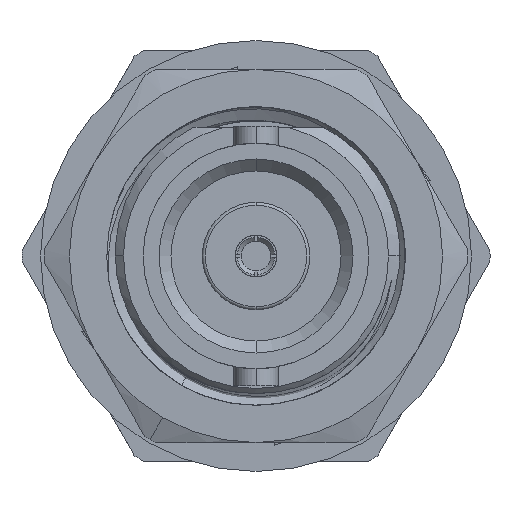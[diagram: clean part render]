
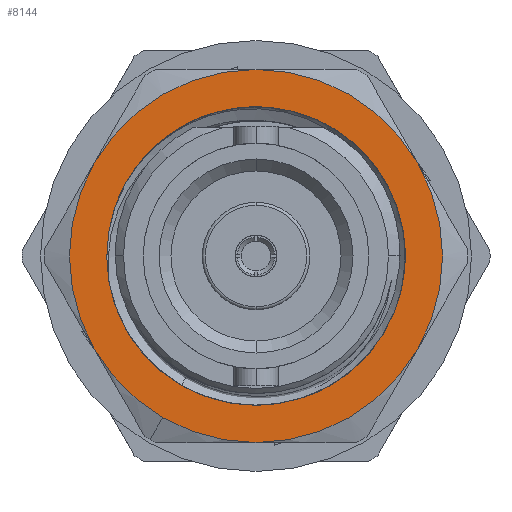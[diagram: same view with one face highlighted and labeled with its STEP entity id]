
A CAD part, left-side view. The second image highlights one B-rep face of the part: STEP entity #8144.
In plain terms, the highlighted planar face has unit normal (-1, 0, 0).
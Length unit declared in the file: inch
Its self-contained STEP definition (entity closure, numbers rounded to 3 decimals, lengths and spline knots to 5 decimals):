
#817 = DIRECTION ( 'NONE',  ( -1., 0., 0. ) ) ;
#945 = CIRCLE ( 'NONE', #10249, 0.3125 ) ;
#1203 = CARTESIAN_POINT ( 'NONE',  ( 0.43666, 0.27063, 0.15625 ) ) ;
#1280 = CIRCLE ( 'NONE', #9585, 0.3125 ) ;
#1410 = EDGE_CURVE ( 'NONE', #7418, #3137, #8905, .T. ) ;
#1484 = FACE_OUTER_BOUND ( 'NONE', #19948, .T. ) ;
#1764 = EDGE_CURVE ( 'NONE', #3048, #9548, #1280, .T. ) ;
#1855 = DIRECTION ( 'NONE',  ( -1., 0., 0. ) ) ;
#2077 = EDGE_CURVE ( 'NONE', #4574, #8545, #4281, .T. ) ;
#2566 = DIRECTION ( 'NONE',  ( -1., 0., 0. ) ) ;
#2663 = DIRECTION ( 'NONE',  ( -1., 0., 0. ) ) ;
#3048 = VERTEX_POINT ( 'NONE', #6806 ) ;
#3137 = VERTEX_POINT ( 'NONE', #1203 ) ;
#3205 = CARTESIAN_POINT ( 'NONE',  ( 0.43666, 0., 0. ) ) ;
#3358 = FACE_BOUND ( 'NONE', #13493, .T. ) ;
#3553 = DIRECTION ( 'NONE',  ( 0., 0.5, -0.866 ) ) ;
#3557 = ORIENTED_EDGE ( 'NONE', *, *, #15592, .F. ) ;
#3637 = CARTESIAN_POINT ( 'NONE',  ( 0.43666, 0., -0.3125 ) ) ;
#3848 = CIRCLE ( 'NONE', #14467, 0.3125 ) ;
#4281 = CIRCLE ( 'NONE', #17549, 0.25 ) ;
#4342 = CARTESIAN_POINT ( 'NONE',  ( 0.43666, 0.27063, -0.15625 ) ) ;
#4521 = CIRCLE ( 'NONE', #19454, 0.3125 ) ;
#4574 = VERTEX_POINT ( 'NONE', #10455 ) ;
#4846 = DIRECTION ( 'NONE',  ( -1., 0., 0. ) ) ;
#5021 = DIRECTION ( 'NONE',  ( 0., 0., 1. ) ) ;
#5069 = DIRECTION ( 'NONE',  ( -1., 0., 0. ) ) ;
#5513 = CIRCLE ( 'NONE', #10834, 0.3125 ) ;
#5827 = CARTESIAN_POINT ( 'NONE',  ( 0.43666, 0., 0. ) ) ;
#5973 = ORIENTED_EDGE ( 'NONE', *, *, #2077, .F. ) ;
#6142 = DIRECTION ( 'NONE',  ( 0., 0.5, -0.866 ) ) ;
#6734 = CARTESIAN_POINT ( 'NONE',  ( 0.43666, 0.06947, 0.24015 ) ) ;
#6806 = CARTESIAN_POINT ( 'NONE',  ( 0.43666, -0.27063, -0.15625 ) ) ;
#6883 = ORIENTED_EDGE ( 'NONE', *, *, #10606, .T. ) ;
#7058 = ORIENTED_EDGE ( 'NONE', *, *, #1410, .T. ) ;
#7295 = DIRECTION ( 'NONE',  ( 0., 0.5, -0.866 ) ) ;
#7418 = VERTEX_POINT ( 'NONE', #17825 ) ;
#7553 = AXIS2_PLACEMENT_3D ( 'NONE', #10370, #2663, #10467 ) ;
#8139 = AXIS2_PLACEMENT_3D ( 'NONE', #3205, #5069, #9561 ) ;
#8144 = ADVANCED_FACE ( 'NONE', ( #3358, #1484 ), #17392, .T. ) ;
#8545 = VERTEX_POINT ( 'NONE', #6734 ) ;
#8873 = CIRCLE ( 'NONE', #7553, 0.25 ) ;
#8905 = CIRCLE ( 'NONE', #20526, 0.3125 ) ;
#9062 = EDGE_CURVE ( 'NONE', #13284, #12804, #3848, .T. ) ;
#9462 = DIRECTION ( 'NONE',  ( -1., 0., 0. ) ) ;
#9468 = CARTESIAN_POINT ( 'NONE',  ( 0.43666, 0., 0. ) ) ;
#9548 = VERTEX_POINT ( 'NONE', #15867 ) ;
#9561 = DIRECTION ( 'NONE',  ( 0., 0.5, -0.866 ) ) ;
#9571 = EDGE_CURVE ( 'NONE', #12804, #3048, #5513, .T. ) ;
#9585 = AXIS2_PLACEMENT_3D ( 'NONE', #17985, #817, #7295 ) ;
#10249 = AXIS2_PLACEMENT_3D ( 'NONE', #9468, #17565, #6142 ) ;
#10370 = CARTESIAN_POINT ( 'NONE',  ( 0.43666, 0., 0. ) ) ;
#10455 = CARTESIAN_POINT ( 'NONE',  ( 0.43666, 0.21894, 0.12069 ) ) ;
#10467 = DIRECTION ( 'NONE',  ( 0., 0.5, -0.866 ) ) ;
#10606 = EDGE_CURVE ( 'NONE', #9548, #7418, #20111, .T. ) ;
#10834 = AXIS2_PLACEMENT_3D ( 'NONE', #17416, #4846, #18897 ) ;
#11214 = ORIENTED_EDGE ( 'NONE', *, *, #9571, .T. ) ;
#11430 = CARTESIAN_POINT ( 'NONE',  ( 0.43666, 0., 0. ) ) ;
#12717 = DIRECTION ( 'NONE',  ( 0., 0.5, -0.866 ) ) ;
#12791 = ORIENTED_EDGE ( 'NONE', *, *, #1764, .T. ) ;
#12804 = VERTEX_POINT ( 'NONE', #3637 ) ;
#13112 = DIRECTION ( 'NONE',  ( -1., 0., 0. ) ) ;
#13284 = VERTEX_POINT ( 'NONE', #15353 ) ;
#13481 = EDGE_CURVE ( 'NONE', #3137, #16043, #4521, .T. ) ;
#13493 = EDGE_LOOP ( 'NONE', ( #5973, #3557 ) ) ;
#14185 = DIRECTION ( 'NONE',  ( -1., 0., 0. ) ) ;
#14467 = AXIS2_PLACEMENT_3D ( 'NONE', #11430, #1855, #14550 ) ;
#14550 = DIRECTION ( 'NONE',  ( 0., 0.5, -0.866 ) ) ;
#14671 = CARTESIAN_POINT ( 'NONE',  ( 0.43666, 0., 0. ) ) ;
#14679 = ORIENTED_EDGE ( 'NONE', *, *, #13481, .T. ) ;
#14723 = CARTESIAN_POINT ( 'NONE',  ( 0.43666, 0., 0. ) ) ;
#15003 = ORIENTED_EDGE ( 'NONE', *, *, #19116, .T. ) ;
#15353 = CARTESIAN_POINT ( 'NONE',  ( 0.43666, 0.15625, -0.27063 ) ) ;
#15592 = EDGE_CURVE ( 'NONE', #8545, #4574, #8873, .T. ) ;
#15867 = CARTESIAN_POINT ( 'NONE',  ( 0.43666, -0.27063, 0.15625 ) ) ;
#16043 = VERTEX_POINT ( 'NONE', #4342 ) ;
#17119 = AXIS2_PLACEMENT_3D ( 'NONE', #19275, #14185, #5021 ) ;
#17392 = PLANE ( 'NONE',  #17119 ) ;
#17416 = CARTESIAN_POINT ( 'NONE',  ( 0.43666, 0., 0. ) ) ;
#17549 = AXIS2_PLACEMENT_3D ( 'NONE', #5827, #9462, #18720 ) ;
#17565 = DIRECTION ( 'NONE',  ( -1., 0., 0. ) ) ;
#17825 = CARTESIAN_POINT ( 'NONE',  ( 0.43666, 0., 0.3125 ) ) ;
#17985 = CARTESIAN_POINT ( 'NONE',  ( 0.43666, 0., 0. ) ) ;
#18451 = ORIENTED_EDGE ( 'NONE', *, *, #9062, .T. ) ;
#18720 = DIRECTION ( 'NONE',  ( 0., 0.5, -0.866 ) ) ;
#18897 = DIRECTION ( 'NONE',  ( 0., 0.5, -0.866 ) ) ;
#19116 = EDGE_CURVE ( 'NONE', #16043, #13284, #945, .T. ) ;
#19275 = CARTESIAN_POINT ( 'NONE',  ( 0.43666, 0., 0. ) ) ;
#19454 = AXIS2_PLACEMENT_3D ( 'NONE', #14671, #13112, #3553 ) ;
#19948 = EDGE_LOOP ( 'NONE', ( #15003, #18451, #11214, #12791, #6883, #7058, #14679 ) ) ;
#20111 = CIRCLE ( 'NONE', #8139, 0.3125 ) ;
#20526 = AXIS2_PLACEMENT_3D ( 'NONE', #14723, #2566, #12717 ) ;
